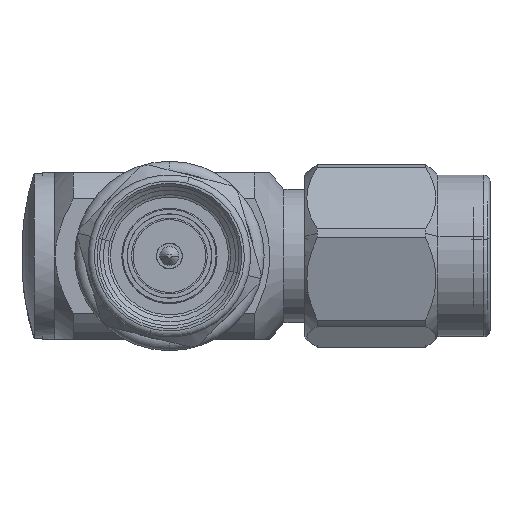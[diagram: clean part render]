
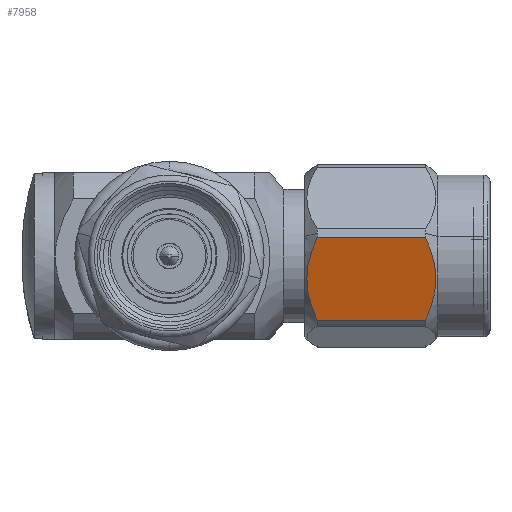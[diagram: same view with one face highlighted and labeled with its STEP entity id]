
A CAD part, left-side view. The second image highlights one B-rep face of the part: STEP entity #7958.
In plain terms, the highlighted face is planar.
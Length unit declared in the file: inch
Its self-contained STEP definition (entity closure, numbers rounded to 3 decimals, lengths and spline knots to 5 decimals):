
#29 = DIRECTION ( 'NONE',  ( -1., 0., 0. ) ) ;
#35 = VECTOR ( 'NONE', #8181, 39.37008 ) ;
#54 = EDGE_LOOP ( 'NONE', ( #8498, #9260, #1107, #5422 ) ) ;
#113 = EDGE_CURVE ( 'NONE', #3692, #3342, #3618, .T. ) ;
#179 = PLANE ( 'NONE',  #366 ) ;
#366 = AXIS2_PLACEMENT_3D ( 'NONE', #6881, #3059, #6125 ) ;
#580 = EDGE_CURVE ( 'NONE', #2002, #4994, #6196, .T. ) ;
#981 = FACE_OUTER_BOUND ( 'NONE', #54, .T. ) ;
#1018 =( BOUNDED_CURVE ( )  B_SPLINE_CURVE ( 2, ( #8473, #9095, #5460 ),
 .UNSPECIFIED., .F., .T. ) 
 B_SPLINE_CURVE_WITH_KNOTS ( ( 3, 3 ),
 ( 1.82606, 6.91313 ),
 .UNSPECIFIED. ) 
 CURVE ( )  GEOMETRIC_REPRESENTATION_ITEM ( )  RATIONAL_B_SPLINE_CURVE ( ( 1.139, 1.281, 1.139 ) ) 
 REPRESENTATION_ITEM ( '' )  );
#1107 = ORIENTED_EDGE ( 'NONE', *, *, #4713, .T. ) ;
#1492 = CARTESIAN_POINT ( 'NONE',  ( 30.63823, 17.35725, 0.12135 ) ) ;
#1541 = CARTESIAN_POINT ( 'NONE',  ( 30.4335, 17.31261, -0.03472 ) ) ;
#2002 = VERTEX_POINT ( 'NONE', #8765 ) ;
#2272 = CARTESIAN_POINT ( 'NONE',  ( 30.4335, 17.35725, 0.12135 ) ) ;
#3059 = DIRECTION ( 'NONE',  ( 0., -0.961, 0.275 ) ) ;
#3342 = VERTEX_POINT ( 'NONE', #2272 ) ;
#3427 = EDGE_CURVE ( 'NONE', #4994, #3692, #1018, .T. ) ;
#3618 = LINE ( 'NONE', #6544, #6415 ) ;
#3692 = VERTEX_POINT ( 'NONE', #1492 ) ;
#3836 = CARTESIAN_POINT ( 'NONE',  ( 30.71169, 17.31261, -0.03472 ) ) ;
#3842 =( BOUNDED_CURVE ( )  B_SPLINE_CURVE ( 2, ( #5160, #8076, #1541 ),
 .UNSPECIFIED., .F., .T. ) 
 B_SPLINE_CURVE_WITH_KNOTS ( ( 3, 3 ),
 ( 1.82606, 6.91313 ),
 .UNSPECIFIED. ) 
 CURVE ( )  GEOMETRIC_REPRESENTATION_ITEM ( )  RATIONAL_B_SPLINE_CURVE ( ( 1.139, 1.281, 1.139 ) ) 
 REPRESENTATION_ITEM ( '' )  );
#4713 = EDGE_CURVE ( 'NONE', #3342, #2002, #3842, .T. ) ;
#4994 = VERTEX_POINT ( 'NONE', #5382 ) ;
#5160 = CARTESIAN_POINT ( 'NONE',  ( 30.4335, 17.35725, 0.12135 ) ) ;
#5382 = CARTESIAN_POINT ( 'NONE',  ( 30.63823, 17.31261, -0.03472 ) ) ;
#5422 = ORIENTED_EDGE ( 'NONE', *, *, #580, .T. ) ;
#5460 = CARTESIAN_POINT ( 'NONE',  ( 30.63823, 17.35725, 0.12135 ) ) ;
#6125 = DIRECTION ( 'NONE',  ( -1., 0., 0. ) ) ;
#6196 = LINE ( 'NONE', #3836, #35 ) ;
#6415 = VECTOR ( 'NONE', #29, 39.37008 ) ;
#6544 = CARTESIAN_POINT ( 'NONE',  ( 30.71169, 17.35725, 0.12135 ) ) ;
#6881 = CARTESIAN_POINT ( 'NONE',  ( 30.66185, 17.30992, -0.0441 ) ) ;
#7958 = ADVANCED_FACE ( 'NONE', ( #981 ), #179, .T. ) ;
#8076 = CARTESIAN_POINT ( 'NONE',  ( 30.39632, 17.33493, 0.04331 ) ) ;
#8181 = DIRECTION ( 'NONE',  ( 1., 0., 0. ) ) ;
#8473 = CARTESIAN_POINT ( 'NONE',  ( 30.63823, 17.31261, -0.03472 ) ) ;
#8498 = ORIENTED_EDGE ( 'NONE', *, *, #3427, .T. ) ;
#8765 = CARTESIAN_POINT ( 'NONE',  ( 30.4335, 17.31261, -0.03472 ) ) ;
#9095 = CARTESIAN_POINT ( 'NONE',  ( 30.67541, 17.33493, 0.04331 ) ) ;
#9260 = ORIENTED_EDGE ( 'NONE', *, *, #113, .T. ) ;
